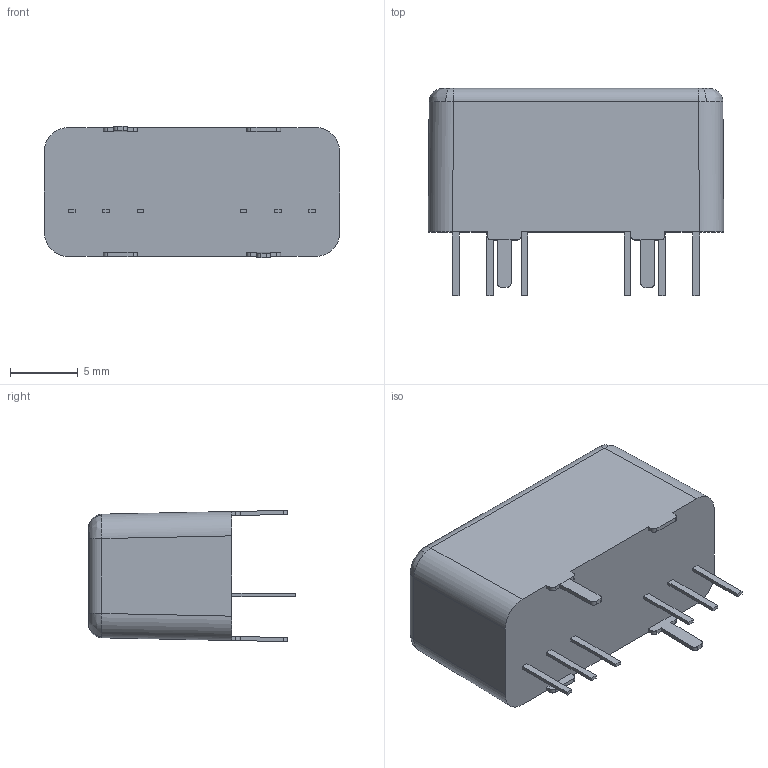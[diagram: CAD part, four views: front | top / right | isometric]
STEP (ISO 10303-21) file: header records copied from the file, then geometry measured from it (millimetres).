
FILE_DESCRIPTION (( 'STEP AP214' ), '1' );
FILE_NAME ('TMR 6WIR.STEP', '2018-10-16T09:44:28', ( 'user' ), ( '' ), 'SwSTEP 2.0', 'SolidWorks 2016', '' );
FILE_SCHEMA (( 'AUTOMOTIVE_DESIGN' ));
Length unit declared in the file: millimetre
Products named in the file (1): TMR 6WIR
Bounding box: 21.84 x 15.3 x 9.7 mm (x, y, z)
Volume: 2116.2 mm3; surface area: 1075 mm2
Topology: 1 solids, 1 shells, 98 faces, 254 edges, 164 vertices
Faces by surface type: plane 66, cylinder 20, bspline 12
Entity records: 3653 total; most frequent: CARTESIAN_POINT 801, ORIENTED_EDGE 508, DIRECTION 392, EDGE_CURVE 254, VECTOR 194, LINE 194, VERTEX_POINT 164, EDGE_LOOP 104
